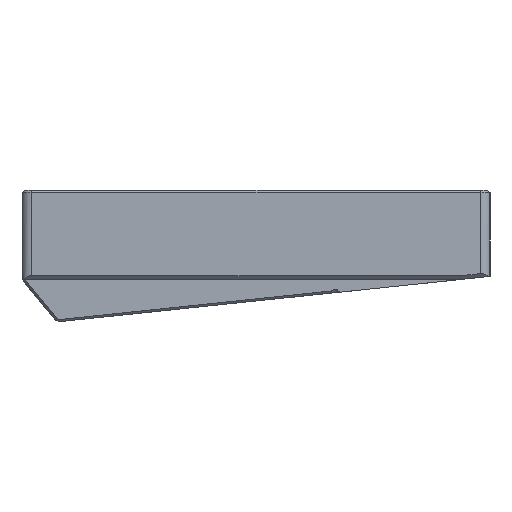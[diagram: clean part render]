
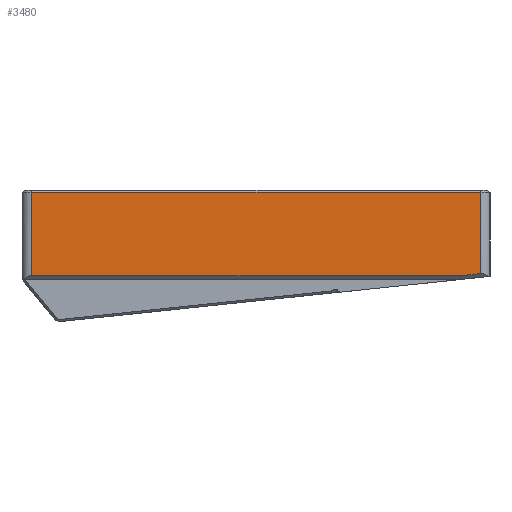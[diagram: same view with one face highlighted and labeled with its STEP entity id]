
A CAD part, left-side view. The second image highlights one B-rep face of the part: STEP entity #3480.
In plain terms, the highlighted planar face has unit normal (-1, 0, 0).
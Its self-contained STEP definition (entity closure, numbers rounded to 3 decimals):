
#486=FACE_OUTER_BOUND('',#692,.T.);
#692=EDGE_LOOP('',(#3109,#3110,#3111,#3112,#3113));
#791=LINE('',#5264,#1116);
#989=LINE('',#5929,#1314);
#997=LINE('',#5956,#1322);
#1000=LINE('',#5962,#1325);
#1028=LINE('',#6042,#1353);
#1116=VECTOR('',#4042,1000.);
#1314=VECTOR('',#4738,1000.);
#1322=VECTOR('',#4760,10.);
#1325=VECTOR('',#4767,1000.);
#1353=VECTOR('',#4861,10.);
#1440=VERTEX_POINT('',#5261);
#1441=VERTEX_POINT('',#5263);
#1655=VERTEX_POINT('',#5913);
#1670=VERTEX_POINT('',#5953);
#1671=VERTEX_POINT('',#5955);
#1799=EDGE_CURVE('',#1441,#1440,#791,.F.);
#2126=EDGE_CURVE('',#1655,#1441,#989,.T.);
#2139=EDGE_CURVE('',#1671,#1670,#997,.T.);
#2143=EDGE_CURVE('',#1670,#1655,#1000,.T.);
#2184=EDGE_CURVE('',#1440,#1671,#1028,.T.);
#3109=ORIENTED_EDGE('',*,*,#2143,.T.);
#3110=ORIENTED_EDGE('',*,*,#2126,.T.);
#3111=ORIENTED_EDGE('',*,*,#1799,.T.);
#3112=ORIENTED_EDGE('',*,*,#2184,.T.);
#3113=ORIENTED_EDGE('',*,*,#2139,.T.);
#3294=PLANE('',#3850);
#3480=ADVANCED_FACE('',(#486),#3294,.T.);
#3850=AXIS2_PLACEMENT_3D('',#6041,#4859,#4860);
#4042=DIRECTION('',(0.,0.,1.));
#4738=DIRECTION('',(0.,1.,0.));
#4760=DIRECTION('',(0.,-0.995,0.105));
#4767=DIRECTION('',(0.,0.,1.));
#4859=DIRECTION('center_axis',(-1.,0.,0.));
#4860=DIRECTION('ref_axis',(0.,0.,1.));
#4861=DIRECTION('',(0.,-1.,0.));
#5261=CARTESIAN_POINT('',(-157.375,52.85,9.933));
#5263=CARTESIAN_POINT('',(-157.375,52.85,29.547));
#5264=CARTESIAN_POINT('',(-157.375,52.85,-0.002));
#5913=CARTESIAN_POINT('',(-157.375,-52.85,29.547));
#5929=CARTESIAN_POINT('',(-157.375,52.85,29.547));
#5953=CARTESIAN_POINT('',(-157.375,-52.85,10.427));
#5955=CARTESIAN_POINT('',(-157.375,-48.148,9.933));
#5956=CARTESIAN_POINT('',(-157.375,0.507,4.819));
#5962=CARTESIAN_POINT('',(-157.375,-52.85,30.047));
#6041=CARTESIAN_POINT('Origin',(-157.375,0.,-0.002));
#6042=CARTESIAN_POINT('',(-157.375,-139.872,9.933));
